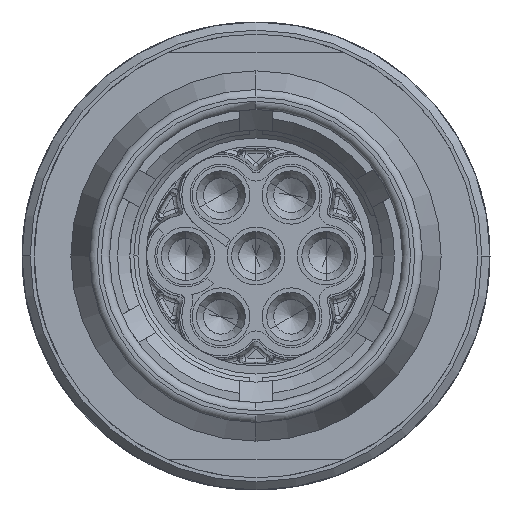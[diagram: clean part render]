
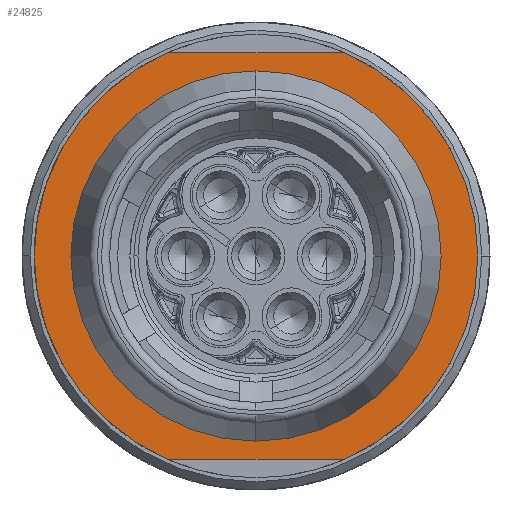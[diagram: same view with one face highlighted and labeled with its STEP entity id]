
A CAD part, left-side view. The second image highlights one B-rep face of the part: STEP entity #24825.
In plain terms, the highlighted planar face has unit normal (-1, 0, 0).
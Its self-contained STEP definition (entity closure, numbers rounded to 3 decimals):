
#156=DIRECTION('',(0.,1.,0.));
#157=VECTOR('',#156,4.337);
#158=CARTESIAN_POINT('',(-27.027,-2.169,5.));
#159=LINE('',#158,#157);
#170=CARTESIAN_POINT('',(-27.027,0.,0.));
#171=DIRECTION('',(1.,0.,0.));
#172=DIRECTION('',(0.,-0.398,0.917));
#173=AXIS2_PLACEMENT_3D('',#170,#171,#172);
#178=DIRECTION('',(0.,1.,0.));
#179=VECTOR('',#178,4.337);
#180=CARTESIAN_POINT('',(-27.027,-2.169,-5.));
#181=LINE('',#180,#179);
#185=CARTESIAN_POINT('',(-27.027,0.,0.));
#186=DIRECTION('',(1.,0.,0.));
#187=DIRECTION('',(0.,0.398,-0.917));
#188=AXIS2_PLACEMENT_3D('',#185,#186,#187);
#193=CARTESIAN_POINT('',(-27.027,0.,0.));
#194=DIRECTION('',(-1.,0.,0.));
#195=DIRECTION('',(0.,0.,1.));
#196=AXIS2_PLACEMENT_3D('',#193,#194,#195);
#201=CARTESIAN_POINT('',(-27.027,0.,0.));
#202=DIRECTION('',(-1.,0.,0.));
#203=DIRECTION('',(0.,0.,-1.));
#204=AXIS2_PLACEMENT_3D('',#201,#202,#203);
#22074=CARTESIAN_POINT('',(-27.027,-2.169,-5.));
#22075=VERTEX_POINT('',#22074);
#22076=CARTESIAN_POINT('',(-27.027,-2.169,5.));
#22077=VERTEX_POINT('',#22076);
#22080=CARTESIAN_POINT('',(-27.027,2.169,5.));
#22081=VERTEX_POINT('',#22080);
#22082=CARTESIAN_POINT('',(-27.027,2.169,-5.));
#22083=VERTEX_POINT('',#22082);
#22084=CARTESIAN_POINT('',(-27.027,0.,4.2));
#22085=CARTESIAN_POINT('',(-27.027,0.,-4.2));
#22086=VERTEX_POINT('',#22084);
#22087=VERTEX_POINT('',#22085);
#24806=CARTESIAN_POINT('',(-27.027,0.,0.));
#24807=DIRECTION('',(-1.,0.,0.));
#24808=DIRECTION('',(0.,0.,1.));
#24809=AXIS2_PLACEMENT_3D('',#24806,#24807,#24808);
#24810=PLANE('',#24809);
#24811=ORIENTED_EDGE('',*,*,#24797,.F.);
#24812=ORIENTED_EDGE('',*,*,#24772,.T.);
#24814=ORIENTED_EDGE('',*,*,#24813,.T.);
#24816=ORIENTED_EDGE('',*,*,#24815,.T.);
#24817=EDGE_LOOP('',(#24811,#24812,#24814,#24816));
#24818=FACE_OUTER_BOUND('',#24817,.F.);
#24820=ORIENTED_EDGE('',*,*,#24819,.T.);
#24822=ORIENTED_EDGE('',*,*,#24821,.T.);
#24823=EDGE_LOOP('',(#24820,#24822));
#24824=FACE_BOUND('',#24823,.F.);
#174=CIRCLE('',#173,5.45);
#189=CIRCLE('',#188,5.45);
#197=CIRCLE('',#196,4.2);
#205=CIRCLE('',#204,4.2);
#24772=EDGE_CURVE('',#22077,#22075,#174,.T.);
#24797=EDGE_CURVE('',#22077,#22081,#159,.T.);
#24813=EDGE_CURVE('',#22075,#22083,#181,.T.);
#24815=EDGE_CURVE('',#22083,#22081,#189,.T.);
#24819=EDGE_CURVE('',#22086,#22087,#197,.T.);
#24821=EDGE_CURVE('',#22087,#22086,#205,.T.);
#24825=ADVANCED_FACE('',(#24818,#24824),#24810,.T.);
